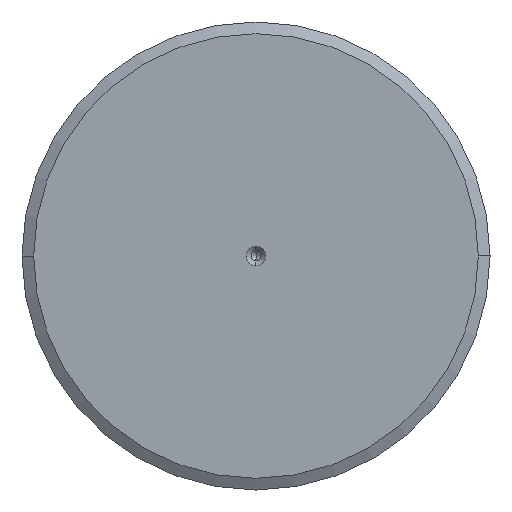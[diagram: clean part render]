
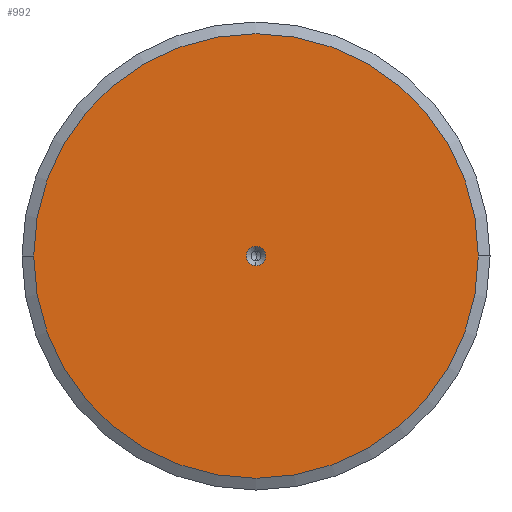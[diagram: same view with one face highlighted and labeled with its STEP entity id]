
A CAD part, left-side view. The second image highlights one B-rep face of the part: STEP entity #992.
In plain terms, the highlighted planar face has unit normal (-1, 0, 0).
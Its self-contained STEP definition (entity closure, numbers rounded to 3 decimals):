
#6 = AXIS2_PLACEMENT_3D ( 'NONE', #1795, #2011, #211 ) ;
#7 = DIRECTION ( 'NONE',  ( 1., 0., 0. ) ) ;
#41 = PLANE ( 'NONE',  #6 ) ;
#63 = CARTESIAN_POINT ( 'NONE',  ( 0., 47.5, 0. ) ) ;
#140 = ORIENTED_EDGE ( 'NONE', *, *, #727, .T. ) ;
#177 = CARTESIAN_POINT ( 'NONE',  ( 0., 0., 0. ) ) ;
#188 = EDGE_CURVE ( 'NONE', #1789, #901, #1836, .T. ) ;
#191 = EDGE_LOOP ( 'NONE', ( #1817, #993 ) ) ;
#211 = DIRECTION ( 'NONE',  ( 0., -1., 0. ) ) ;
#255 = CARTESIAN_POINT ( 'NONE',  ( 0., -47.5, 0. ) ) ;
#273 = CARTESIAN_POINT ( 'NONE',  ( 0., 0., 2.075 ) ) ;
#315 = AXIS2_PLACEMENT_3D ( 'NONE', #821, #1526, #1351 ) ;
#350 = CIRCLE ( 'NONE', #799, 47.5 ) ;
#364 = FACE_BOUND ( 'NONE', #191, .T. ) ;
#459 = DIRECTION ( 'NONE',  ( 1., 0., 0. ) ) ;
#632 = CARTESIAN_POINT ( 'NONE',  ( 0., 0., 0. ) ) ;
#727 = EDGE_CURVE ( 'NONE', #1338, #1295, #1955, .T. ) ;
#729 = DIRECTION ( 'NONE',  ( 0., -1., 0. ) ) ;
#744 = FACE_OUTER_BOUND ( 'NONE', #2045, .T. ) ;
#782 = EDGE_CURVE ( 'NONE', #1295, #1338, #350, .T. ) ;
#799 = AXIS2_PLACEMENT_3D ( 'NONE', #177, #1014, #1730 ) ;
#821 = CARTESIAN_POINT ( 'NONE',  ( 0., 0., 0. ) ) ;
#832 = AXIS2_PLACEMENT_3D ( 'NONE', #1609, #7, #729 ) ;
#901 = VERTEX_POINT ( 'NONE', #930 ) ;
#930 = CARTESIAN_POINT ( 'NONE',  ( 0., 0., -2.075 ) ) ;
#992 = ADVANCED_FACE ( 'NONE', ( #364, #744 ), #41, .T. ) ;
#993 = ORIENTED_EDGE ( 'NONE', *, *, #2048, .T. ) ;
#1014 = DIRECTION ( 'NONE',  ( -1., 0., 0. ) ) ;
#1295 = VERTEX_POINT ( 'NONE', #63 ) ;
#1326 = CIRCLE ( 'NONE', #1621, 2.075 ) ;
#1338 = VERTEX_POINT ( 'NONE', #255 ) ;
#1351 = DIRECTION ( 'NONE',  ( 0., -1., 0. ) ) ;
#1477 = ORIENTED_EDGE ( 'NONE', *, *, #782, .T. ) ;
#1526 = DIRECTION ( 'NONE',  ( -1., 0., 0. ) ) ;
#1609 = CARTESIAN_POINT ( 'NONE',  ( 0., 0., 0. ) ) ;
#1621 = AXIS2_PLACEMENT_3D ( 'NONE', #632, #459, #1926 ) ;
#1730 = DIRECTION ( 'NONE',  ( 0., -1., 0. ) ) ;
#1789 = VERTEX_POINT ( 'NONE', #273 ) ;
#1795 = CARTESIAN_POINT ( 'NONE',  ( 0., 0., 0. ) ) ;
#1817 = ORIENTED_EDGE ( 'NONE', *, *, #188, .T. ) ;
#1836 = CIRCLE ( 'NONE', #832, 2.075 ) ;
#1926 = DIRECTION ( 'NONE',  ( 0., -1., 0. ) ) ;
#1955 = CIRCLE ( 'NONE', #315, 47.5 ) ;
#2011 = DIRECTION ( 'NONE',  ( -1., 0., 0. ) ) ;
#2045 = EDGE_LOOP ( 'NONE', ( #1477, #140 ) ) ;
#2048 = EDGE_CURVE ( 'NONE', #901, #1789, #1326, .T. ) ;
